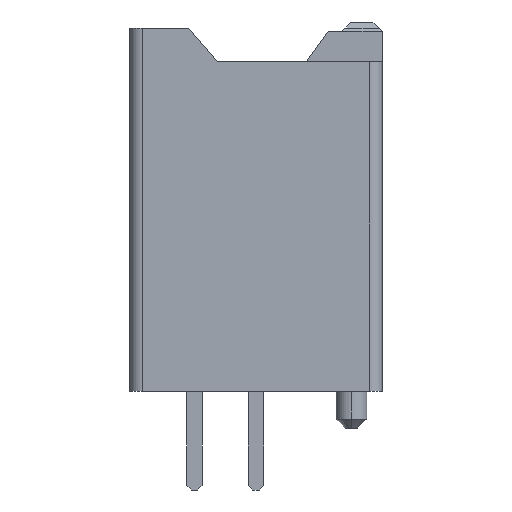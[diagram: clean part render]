
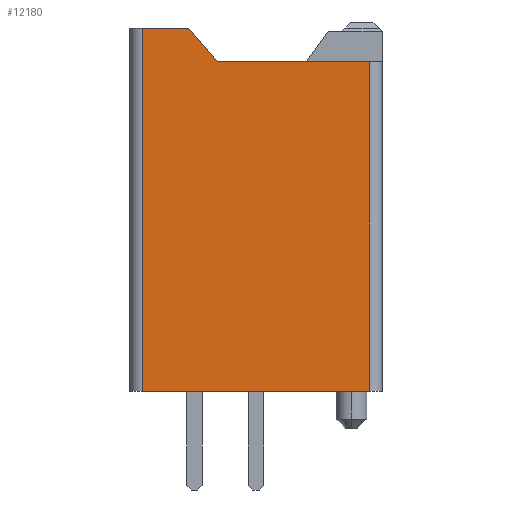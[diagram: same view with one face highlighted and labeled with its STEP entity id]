
A CAD part, left-side view. The second image highlights one B-rep face of the part: STEP entity #12180.
In plain terms, the highlighted planar face has unit normal (-1, 0, 0).
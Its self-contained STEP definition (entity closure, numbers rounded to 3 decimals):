
#592 = CARTESIAN_POINT ( 'NONE',  ( -6., 1.278, 11.8 ) ) ;
#1026 = DIRECTION ( 'NONE',  ( 1., 0., 0. ) ) ;
#1171 = EDGE_CURVE ( 'NONE', #10998, #18241, #19250, .T. ) ;
#1248 = LINE ( 'NONE', #21709, #16566 ) ;
#1273 = CARTESIAN_POINT ( 'NONE',  ( -6., 2.7, 0. ) ) ;
#2481 = VERTEX_POINT ( 'NONE', #3565 ) ;
#3555 = AXIS2_PLACEMENT_3D ( 'NONE', #19349, #12640, #10452 ) ;
#3565 = CARTESIAN_POINT ( 'NONE',  ( -6., 2.7, 0. ) ) ;
#4187 = ORIENTED_EDGE ( 'NONE', *, *, #10432, .F. ) ;
#4293 = CARTESIAN_POINT ( 'NONE',  ( -6., 2.7, 12. ) ) ;
#4571 = CARTESIAN_POINT ( 'NONE',  ( -6., -4.7, 10.716 ) ) ;
#4655 = LINE ( 'NONE', #1273, #21293 ) ;
#5738 = EDGE_CURVE ( 'NONE', #18241, #13151, #9525, .T. ) ;
#6066 = FACE_OUTER_BOUND ( 'NONE', #15399, .T. ) ;
#6289 = CARTESIAN_POINT ( 'NONE',  ( -6., -4.7, 0. ) ) ;
#7467 = LINE ( 'NONE', #12706, #11407 ) ;
#7720 = ORIENTED_EDGE ( 'NONE', *, *, #12135, .T. ) ;
#9468 = EDGE_CURVE ( 'NONE', #11931, #11063, #10283, .T. ) ;
#9525 = LINE ( 'NONE', #14762, #15149 ) ;
#10283 = LINE ( 'NONE', #18095, #21002 ) ;
#10352 = DIRECTION ( 'NONE',  ( 0., 1., 0. ) ) ;
#10432 = EDGE_CURVE ( 'NONE', #10998, #20200, #1248, .T. ) ;
#10452 = DIRECTION ( 'NONE',  ( 0., 1., 0. ) ) ;
#10804 = DIRECTION ( 'NONE',  ( 0., 0., -1. ) ) ;
#10810 = EDGE_CURVE ( 'NONE', #13151, #11931, #15461, .T. ) ;
#10922 = ORIENTED_EDGE ( 'NONE', *, *, #1171, .T. ) ;
#10956 = PLANE ( 'NONE',  #17388 ) ;
#10998 = VERTEX_POINT ( 'NONE', #4571 ) ;
#11063 = VERTEX_POINT ( 'NONE', #17542 ) ;
#11407 = VECTOR ( 'NONE', #18329, 1000. ) ;
#11931 = VERTEX_POINT ( 'NONE', #592 ) ;
#12113 = ORIENTED_EDGE ( 'NONE', *, *, #10810, .T. ) ;
#12135 = EDGE_CURVE ( 'NONE', #11063, #2481, #7467, .T. ) ;
#12180 = ADVANCED_FACE ( 'NONE', ( #6066 ), #10956, .F. ) ;
#12640 = DIRECTION ( 'NONE',  ( -1., 0., 0. ) ) ;
#12706 = CARTESIAN_POINT ( 'NONE',  ( -6., 2.7, 12. ) ) ;
#13151 = VERTEX_POINT ( 'NONE', #19573 ) ;
#13179 = ORIENTED_EDGE ( 'NONE', *, *, #14367, .T. ) ;
#13950 = CARTESIAN_POINT ( 'NONE',  ( -6., -2.634, 10.716 ) ) ;
#14338 = DIRECTION ( 'NONE',  ( 0., 1., 0. ) ) ;
#14367 = EDGE_CURVE ( 'NONE', #2481, #20200, #4655, .T. ) ;
#14762 = CARTESIAN_POINT ( 'NONE',  ( -6., 0.252, 10.716 ) ) ;
#15149 = VECTOR ( 'NONE', #20290, 1000. ) ;
#15399 = EDGE_LOOP ( 'NONE', ( #16207, #12113, #15429, #7720, #13179, #4187, #10922 ) ) ;
#15429 = ORIENTED_EDGE ( 'NONE', *, *, #9468, .T. ) ;
#15461 = CIRCLE ( 'NONE', #3555, 0.2 ) ;
#16207 = ORIENTED_EDGE ( 'NONE', *, *, #5738, .T. ) ;
#16566 = VECTOR ( 'NONE', #10804, 1000. ) ;
#17388 = AXIS2_PLACEMENT_3D ( 'NONE', #4293, #1026, #22535 ) ;
#17542 = CARTESIAN_POINT ( 'NONE',  ( -6., 2.7, 11.8 ) ) ;
#17881 = CARTESIAN_POINT ( 'NONE',  ( -6., 0.252, 10.716 ) ) ;
#18095 = CARTESIAN_POINT ( 'NONE',  ( -6., 1.187, 11.8 ) ) ;
#18241 = VERTEX_POINT ( 'NONE', #17881 ) ;
#18329 = DIRECTION ( 'NONE',  ( 0., 0., -1. ) ) ;
#19165 = DIRECTION ( 'NONE',  ( 0., -1., 0. ) ) ;
#19250 = LINE ( 'NONE', #13950, #19960 ) ;
#19349 = CARTESIAN_POINT ( 'NONE',  ( -6., 1.278, 11.6 ) ) ;
#19573 = CARTESIAN_POINT ( 'NONE',  ( -6., 1.127, 11.731 ) ) ;
#19960 = VECTOR ( 'NONE', #10352, 1000. ) ;
#20200 = VERTEX_POINT ( 'NONE', #6289 ) ;
#20290 = DIRECTION ( 'NONE',  ( 0., 0.653, 0.757 ) ) ;
#21002 = VECTOR ( 'NONE', #14338, 1000. ) ;
#21293 = VECTOR ( 'NONE', #19165, 1000. ) ;
#21709 = CARTESIAN_POINT ( 'NONE',  ( -6., -4.7, 12. ) ) ;
#22535 = DIRECTION ( 'NONE',  ( 0., 1., 0. ) ) ;
